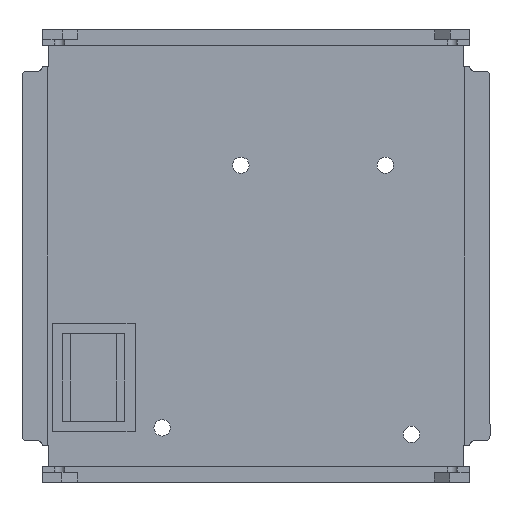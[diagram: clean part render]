
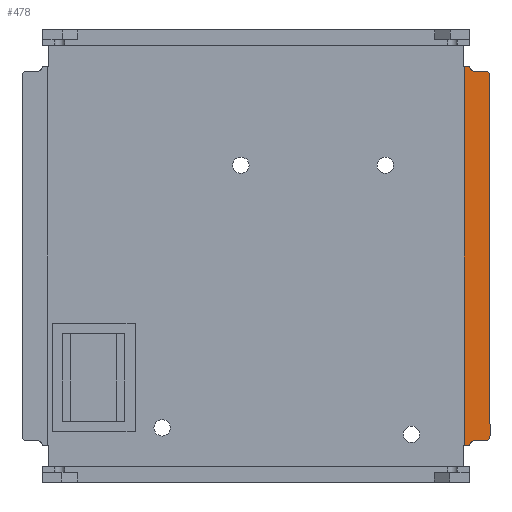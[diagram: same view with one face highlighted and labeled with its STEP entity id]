
A CAD part, front view. The second image highlights one B-rep face of the part: STEP entity #478.
In plain terms, the highlighted face is planar.
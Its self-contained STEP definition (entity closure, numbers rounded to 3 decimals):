
#478=ADVANCED_FACE('',(#1371),#1373,.F.);
#1371=FACE_BOUND('',#1372,.T.);
#1372=EDGE_LOOP('',(#2115,#2116,#2117,#2118,#2119,#2120,#2121,#2122,#2123,#2124));
#1373=PLANE('',#1374);
#1374=AXIS2_PLACEMENT_3D('',#1375,#1376,#1377);
#1375=CARTESIAN_POINT('',(-36.1,1.25,35.275));
#1376=DIRECTION('',(0.,-1.,0.));
#1377=DIRECTION('',(1.,0.,0.));
#2115=ORIENTED_EDGE('',*,*,#2618,.T.);
#2116=ORIENTED_EDGE('',*,*,#2519,.T.);
#2117=ORIENTED_EDGE('',*,*,#2620,.T.);
#2118=ORIENTED_EDGE('',*,*,#2622,.F.);
#2119=ORIENTED_EDGE('',*,*,#2623,.T.);
#2120=ORIENTED_EDGE('',*,*,#2624,.F.);
#2121=ORIENTED_EDGE('',*,*,#2625,.F.);
#2122=ORIENTED_EDGE('',*,*,#2626,.F.);
#2123=ORIENTED_EDGE('',*,*,#2627,.F.);
#2124=ORIENTED_EDGE('',*,*,#2628,.F.);
#2519=EDGE_CURVE('',#2872,#2876,#2878,.T.);
#2618=EDGE_CURVE('',#3050,#2872,#3051,.F.);
#2620=EDGE_CURVE('',#2876,#3053,#3054,.T.);
#2622=EDGE_CURVE('',#3056,#3053,#3057,.F.);
#2623=EDGE_CURVE('',#3056,#3058,#3059,.T.);
#2624=EDGE_CURVE('',#3060,#3058,#3061,.F.);
#2625=EDGE_CURVE('',#3062,#3060,#3063,.F.);
#2626=EDGE_CURVE('',#3064,#3062,#3065,.F.);
#2627=EDGE_CURVE('',#3066,#3064,#3067,.F.);
#2628=EDGE_CURVE('',#3050,#3066,#3068,.F.);
#2872=VERTEX_POINT('',#3522);
#2876=VERTEX_POINT('',#3530);
#2878=LINE('',#3534,#3535);
#3050=VERTEX_POINT('',#3936);
#3051=LINE('',#3937,#3938);
#3053=VERTEX_POINT('',#3943);
#3054=LINE('',#3944,#3945);
#3056=VERTEX_POINT('',#3950);
#3057=CIRCLE('',#3951,1.);
#3058=VERTEX_POINT('',#3955);
#3059=LINE('',#3956,#3957);
#3060=VERTEX_POINT('',#3959);
#3061=CIRCLE('',#3960,1.);
#3062=VERTEX_POINT('',#3964);
#3063=LINE('',#3965,#3966);
#3064=VERTEX_POINT('',#3968);
#3065=CIRCLE('',#3969,1.);
#3066=VERTEX_POINT('',#3973);
#3067=LINE('',#3974,#3975);
#3068=CIRCLE('',#3977,1.);
#3522=CARTESIAN_POINT('',(40.28,1.25,-36.58));
#3530=CARTESIAN_POINT('',(40.28,1.25,36.58));
#3534=CARTESIAN_POINT('',(40.28,1.25,-36.58));
#3535=VECTOR('',#3536,1.);
#3536=DIRECTION('',(0.,0.,1.));
#3936=CARTESIAN_POINT('',(41.294,1.25,-36.58));
#3937=CARTESIAN_POINT('',(40.28,1.25,-36.58));
#3938=VECTOR('',#3939,1.);
#3939=DIRECTION('',(1.,0.,0.));
#3943=CARTESIAN_POINT('',(41.294,1.25,36.58));
#3944=CARTESIAN_POINT('',(40.28,1.25,36.58));
#3945=VECTOR('',#3946,1.);
#3946=DIRECTION('',(1.,0.,0.));
#3950=CARTESIAN_POINT('',(42.275,1.25,35.775));
#3951=AXIS2_PLACEMENT_3D('',#3952,#3953,#3954);
#3952=CARTESIAN_POINT('',(42.275,1.25,36.775));
#3953=DIRECTION('',(0.,-1.,0.));
#3954=DIRECTION('',(-0.981,0.,-0.195));
#3955=CARTESIAN_POINT('',(44.275,1.25,35.775));
#3956=CARTESIAN_POINT('',(42.275,1.25,35.775));
#3957=VECTOR('',#3958,1.);
#3958=DIRECTION('',(1.,0.,0.));
#3959=CARTESIAN_POINT('',(45.275,1.25,34.775));
#3960=AXIS2_PLACEMENT_3D('',#3961,#3962,#3963);
#3961=CARTESIAN_POINT('',(44.275,1.25,34.775));
#3962=DIRECTION('',(0.,1.,0.));
#3963=DIRECTION('',(0.,0.,1.));
#3964=CARTESIAN_POINT('',(45.275,1.25,-34.775));
#3965=CARTESIAN_POINT('',(45.275,1.25,34.775));
#3966=VECTOR('',#3967,1.);
#3967=DIRECTION('',(0.,0.,-1.));
#3968=CARTESIAN_POINT('',(44.275,1.25,-35.775));
#3969=AXIS2_PLACEMENT_3D('',#3970,#3971,#3972);
#3970=CARTESIAN_POINT('',(44.275,1.25,-34.775));
#3971=DIRECTION('',(0.,1.,0.));
#3972=DIRECTION('',(1.,0.,0.));
#3973=CARTESIAN_POINT('',(42.275,1.25,-35.775));
#3974=CARTESIAN_POINT('',(44.275,1.25,-35.775));
#3975=VECTOR('',#3976,1.);
#3976=DIRECTION('',(-1.,0.,0.));
#3977=AXIS2_PLACEMENT_3D('',#3978,#3979,#3980);
#3978=CARTESIAN_POINT('',(42.275,1.25,-36.775));
#3979=DIRECTION('',(0.,-1.,0.));
#3980=DIRECTION('',(0.,0.,1.));
